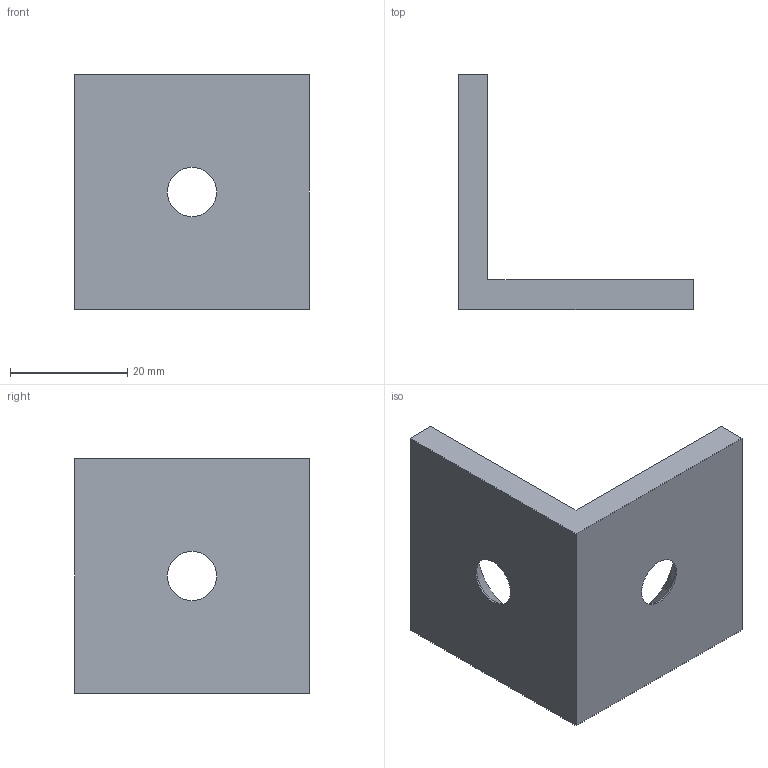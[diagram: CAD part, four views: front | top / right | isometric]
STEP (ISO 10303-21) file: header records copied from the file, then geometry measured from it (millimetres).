
FILE_DESCRIPTION( ( 'STEP AP214' ), '1' );
FILE_NAME( 'K1043.081.stp', '2020-12-10T09:25:08', ( '' ), ( '' ), ' ', 'PARTsolutions', ' ' );
FILE_SCHEMA( ( 'AUTOMOTIVE_DESIGN { 1 0 10303 214 1 1 1 1 }' ) );
Length unit declared in the file: millimetre
Products named in the file (1): _K1043.081
Bounding box: 40 x 40 x 40 mm (x, y, z)
Volume: 13645.4 mm3; surface area: 7104.4 mm2
Topology: 1 solids, 1 shells, 12 faces, 28 edges, 18 vertices
Faces by surface type: plane 8, cone 2, cylinder 2
Full cylindrical faces by diameter (mm): 8.4 x2
Entity records: 442 total; most frequent: DIRECTION 56, CARTESIAN_POINT 55, ORIENTED_EDGE 48, EDGE_CURVE 24, EDGE_LOOP 20, AXIS2_PLACEMENT_3D 19, VERTEX_POINT 18, LINE 18
